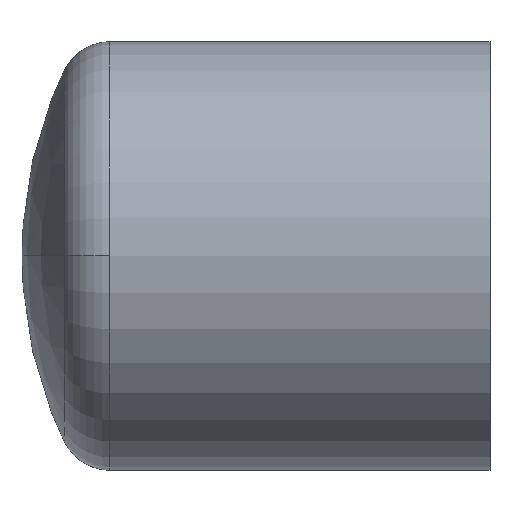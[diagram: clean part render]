
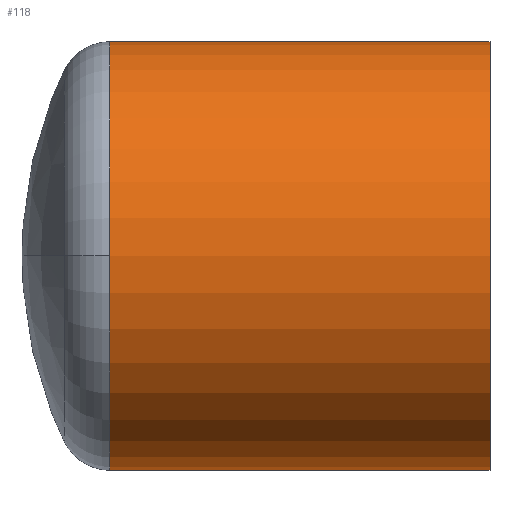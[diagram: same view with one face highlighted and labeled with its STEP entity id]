
A CAD part, top view. The second image highlights one B-rep face of the part: STEP entity #118.
In plain terms, the highlighted cylindrical face has radius 62.5 mm (diameter 125 mm), a partial arc.
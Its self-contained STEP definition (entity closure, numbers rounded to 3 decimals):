
#96 = EDGE_CURVE( '', #122, #110, #233, .T. );
#100 = VERTEX_POINT( '', #237 );
#104 = EDGE_CURVE( '', #100, #128, #241, .T. );
#110 = VERTEX_POINT( '', #247 );
#118 = ADVANCED_FACE( '', ( #255 ), #256, .T. );
#122 = VERTEX_POINT( '', #261 );
#126 = VERTEX_POINT( '', #266 );
#128 = VERTEX_POINT( '', #268 );
#170 = EDGE_CURVE( '', #128, #122, #315, .T. );
#178 = EDGE_CURVE( '', #126, #110, #327, .T. );
#186 = EDGE_CURVE( '', #100, #126, #335, .T. );
#233 = LINE( '', #379, #380 );
#237 = CARTESIAN_POINT( '', ( -110.842, -62.5, 0. ) );
#241 = LINE( '', #390, #391 );
#247 = CARTESIAN_POINT( '', ( -110.842, 62.5, 0. ) );
#255 = FACE_OUTER_BOUND( '', #406, .T. );
#256 = CYLINDRICAL_SURFACE( '', #407, 62.5 );
#261 = CARTESIAN_POINT( '', ( 0., 62.5, 0. ) );
#266 = CARTESIAN_POINT( '', ( -110.842, 0., 62.5 ) );
#268 = CARTESIAN_POINT( '', ( 0., -62.5, 0. ) );
#315 = CIRCLE( '', #477, 62.5 );
#327 = CIRCLE( '', #490, 62.5 );
#335 = CIRCLE( '', #501, 62.5 );
#379 = CARTESIAN_POINT( '', ( -55.421, 62.5, 0. ) );
#380 = VECTOR( '', #544, 1. );
#390 = CARTESIAN_POINT( '', ( -55.421, -62.5, 0. ) );
#391 = VECTOR( '', #548, 1. );
#406 = EDGE_LOOP( '', ( #553, #554, #555, #556, #557 ) );
#407 = AXIS2_PLACEMENT_3D( '', #558, #559, #560 );
#477 = AXIS2_PLACEMENT_3D( '', #648, #649, #650 );
#490 = AXIS2_PLACEMENT_3D( '', #674, #675, #676 );
#501 = AXIS2_PLACEMENT_3D( '', #683, #684, #685 );
#544 = DIRECTION( '', ( -1., 0., 0. ) );
#548 = DIRECTION( '', ( 1., 0., 0. ) );
#553 = ORIENTED_EDGE( '', *, *, #96, .T. );
#554 = ORIENTED_EDGE( '', *, *, #178, .F. );
#555 = ORIENTED_EDGE( '', *, *, #186, .F. );
#556 = ORIENTED_EDGE( '', *, *, #104, .T. );
#557 = ORIENTED_EDGE( '', *, *, #170, .T. );
#558 = CARTESIAN_POINT( '', ( -55.421, 0., 0. ) );
#559 = DIRECTION( '', ( 1., 0., 0. ) );
#560 = DIRECTION( '', ( 0., 1., 0. ) );
#648 = CARTESIAN_POINT( '', ( 0., 0., 0. ) );
#649 = DIRECTION( '', ( -1., 0., 0. ) );
#650 = DIRECTION( '', ( 0., 1., 0. ) );
#674 = CARTESIAN_POINT( '', ( -110.842, 0., 0. ) );
#675 = DIRECTION( '', ( -1., 0., 0. ) );
#676 = DIRECTION( '', ( 0., 1., 0. ) );
#683 = CARTESIAN_POINT( '', ( -110.842, 0., 0. ) );
#684 = DIRECTION( '', ( -1., 0., 0. ) );
#685 = DIRECTION( '', ( 0., 1., 0. ) );
